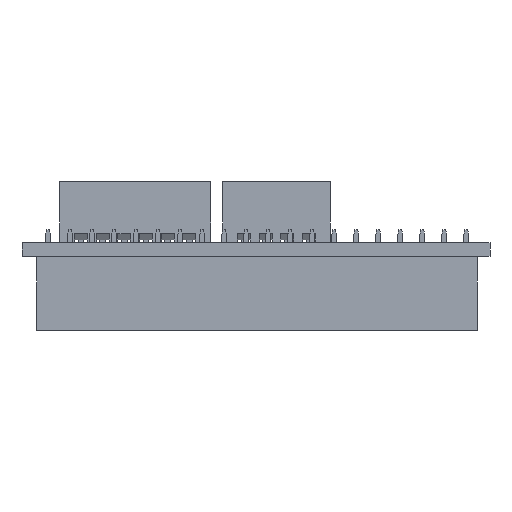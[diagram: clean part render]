
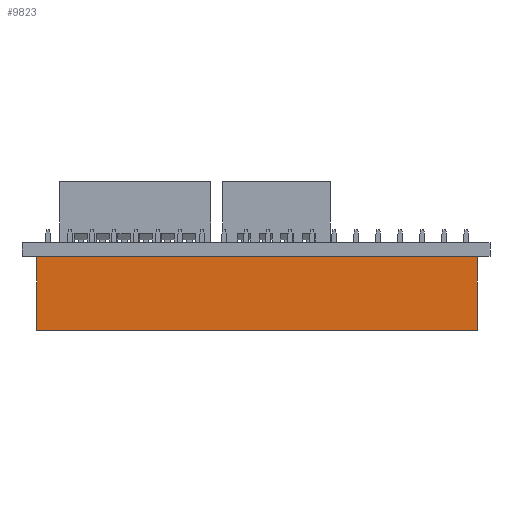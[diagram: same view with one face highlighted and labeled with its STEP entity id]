
A CAD part, left-side view. The second image highlights one B-rep face of the part: STEP entity #9823.
In plain terms, the highlighted face is planar.
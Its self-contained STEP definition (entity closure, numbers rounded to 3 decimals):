
#9823 = ADVANCED_FACE('',(#9824),#9858,.F.);
#9824 = FACE_BOUND('',#9825,.F.);
#9825 = EDGE_LOOP('',(#9826,#9836,#9844,#9852));
#9826 = ORIENTED_EDGE('',*,*,#9827,.T.);
#9827 = EDGE_CURVE('',#9828,#9830,#9832,.T.);
#9828 = VERTEX_POINT('',#9829);
#9829 = CARTESIAN_POINT('',(1.27,-49.53,0.));
#9830 = VERTEX_POINT('',#9831);
#9831 = CARTESIAN_POINT('',(1.27,-49.53,8.5));
#9832 = LINE('',#9833,#9834);
#9833 = CARTESIAN_POINT('',(1.27,-49.53,0.));
#9834 = VECTOR('',#9835,1.);
#9835 = DIRECTION('',(0.,0.,1.));
#9836 = ORIENTED_EDGE('',*,*,#9837,.T.);
#9837 = EDGE_CURVE('',#9830,#9838,#9840,.T.);
#9838 = VERTEX_POINT('',#9839);
#9839 = CARTESIAN_POINT('',(1.27,1.27,8.5));
#9840 = LINE('',#9841,#9842);
#9841 = CARTESIAN_POINT('',(1.27,-49.53,8.5));
#9842 = VECTOR('',#9843,1.);
#9843 = DIRECTION('',(0.,1.,0.));
#9844 = ORIENTED_EDGE('',*,*,#9845,.F.);
#9845 = EDGE_CURVE('',#9846,#9838,#9848,.T.);
#9846 = VERTEX_POINT('',#9847);
#9847 = CARTESIAN_POINT('',(1.27,1.27,0.));
#9848 = LINE('',#9849,#9850);
#9849 = CARTESIAN_POINT('',(1.27,1.27,0.));
#9850 = VECTOR('',#9851,1.);
#9851 = DIRECTION('',(0.,0.,1.));
#9852 = ORIENTED_EDGE('',*,*,#9853,.F.);
#9853 = EDGE_CURVE('',#9828,#9846,#9854,.T.);
#9854 = LINE('',#9855,#9856);
#9855 = CARTESIAN_POINT('',(1.27,-49.53,0.));
#9856 = VECTOR('',#9857,1.);
#9857 = DIRECTION('',(0.,1.,0.));
#9858 = PLANE('',#9859);
#9859 = AXIS2_PLACEMENT_3D('',#9860,#9861,#9862);
#9860 = CARTESIAN_POINT('',(1.27,-49.53,0.));
#9861 = DIRECTION('',(-1.,0.,0.));
#9862 = DIRECTION('',(0.,1.,0.));
